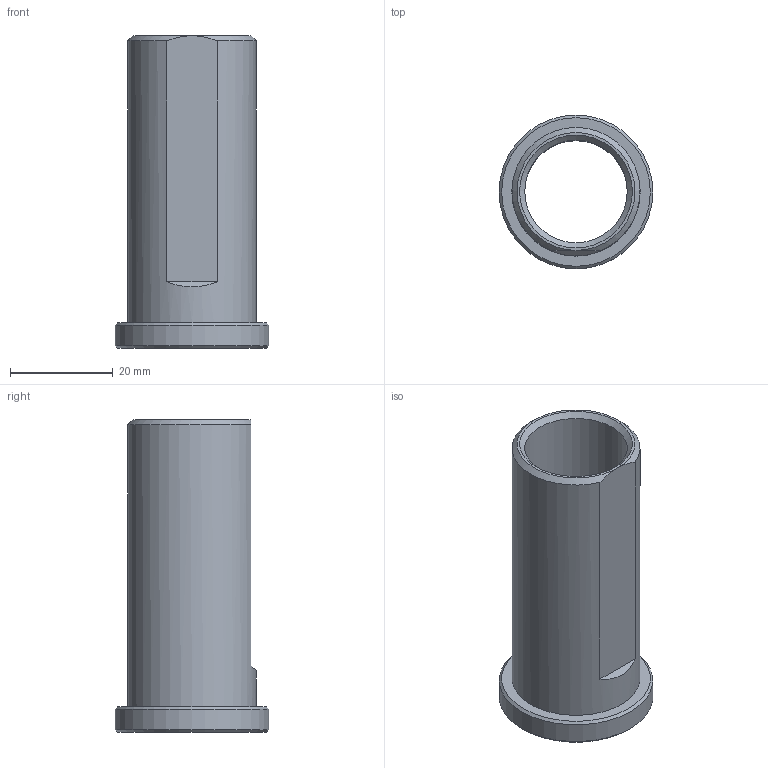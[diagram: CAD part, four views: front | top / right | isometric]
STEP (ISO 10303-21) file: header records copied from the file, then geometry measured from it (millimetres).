
FILE_DESCRIPTION(/* description */ (''),/* implementation_level */ '2;1');
FILE_NAME(/* name */ '1574160210107.stp',/* time_stamp */ '2019-11-19T16:13:43+06:00',/* author */ (''),/* organization */ ('SMS'),/* preprocessor_version */ 'ST-DEVELOPER v16.7',/* originating_system */ 'SIEMENS PLM Software NX 12.0',/* authorisation */ '');
FILE_SCHEMA (('AUTOMOTIVE_DESIGN { 1 0 10303 214 3 1 1 1 }'));
Length unit declared in the file: millimetre
Products named in the file (1): 201993786mod000_00
Bounding box: 30 x 30 x 61 mm (x, y, z)
Volume: 11442.8 mm3; surface area: 9318 mm2
Topology: 1 solids, 1 shells, 13 faces, 26 edges, 19 vertices
Faces by surface type: plane 5, cone 5, cylinder 3
Full cylindrical faces by diameter (mm): 20 x1, 25 x1, 30 x1
Entity records: 362 total; most frequent: DIRECTION 61, CARTESIAN_POINT 57, ORIENTED_EDGE 34, AXIS2_PLACEMENT_3D 29, EDGE_LOOP 23, FACE_BOUND 20, EDGE_CURVE 17, VERTEX_POINT 14
